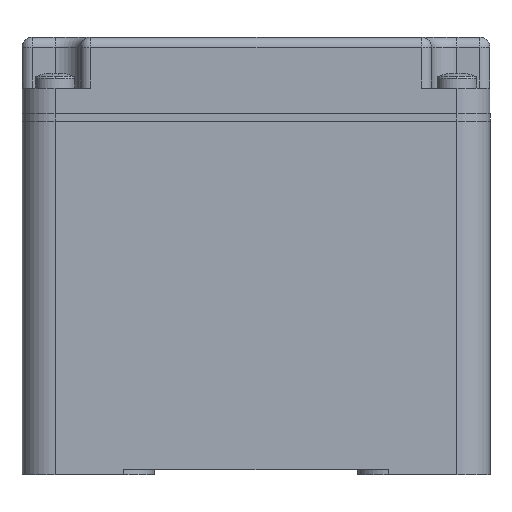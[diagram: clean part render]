
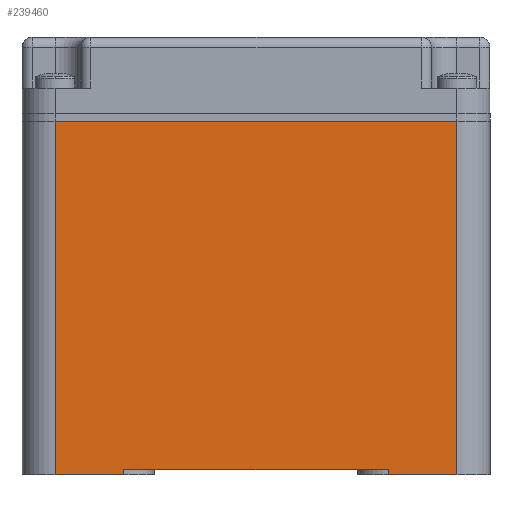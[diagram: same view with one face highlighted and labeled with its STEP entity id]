
A CAD part, front view. The second image highlights one B-rep face of the part: STEP entity #239460.
In plain terms, the highlighted planar face has unit normal (0, -1, 0).
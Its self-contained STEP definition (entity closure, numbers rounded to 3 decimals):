
#184020=CARTESIAN_POINT('',(84.966,-120.755,0.));
#184030=VERTEX_POINT('',#184020);
#184060=CARTESIAN_POINT('',(0.,-120.755,0.));
#184070=DIRECTION('',(1.,0.,0.));
#184080=VECTOR('',#184070,1.);
#184090=LINE('',#184060,#184080);
#184100=CARTESIAN_POINT('',(98.466,-120.755,0.));
#184110=VERTEX_POINT('',#184100);
#184120=EDGE_CURVE('',#184030,#184110,#184090,.T.);
#188100=CARTESIAN_POINT('',(32.966,-120.755,1.));
#188110=VERTEX_POINT('',#188100);
#188140=CARTESIAN_POINT('',(0.,-120.755,1.));
#188150=DIRECTION('',(-1.,0.,0.));
#188160=VECTOR('',#188150,1.);
#188170=LINE('',#188140,#188160);
#188180=CARTESIAN_POINT('',(84.966,-120.755,1.));
#188190=VERTEX_POINT('',#188180);
#188200=EDGE_CURVE('',#188190,#188110,#188170,.T.);
#190800=CARTESIAN_POINT('',(32.966,-120.755,0.));
#190810=VERTEX_POINT('',#190800);
#191290=CARTESIAN_POINT('',(19.466,-120.755,0.));
#191300=VERTEX_POINT('',#191290);
#191330=EDGE_CURVE('',#191300,#190810,#184090,.T.);
#239020=CARTESIAN_POINT('',(0.,-120.755,69.5));
#239030=DIRECTION('',(-0.,-1.,-0.));
#239040=DIRECTION('',(-1.,0.,0.));
#239050=AXIS2_PLACEMENT_3D('',#239020,#239030,#239040);
#239060=PLANE('',#239050);
#239070=ORIENTED_EDGE('',*,*,#188200,.F.);
#239080=CARTESIAN_POINT('',(32.966,-120.755,0.));
#239090=DIRECTION('',(0.,0.,1.));
#239100=VECTOR('',#239090,1.);
#239110=LINE('',#239080,#239100);
#239120=EDGE_CURVE('',#190810,#188110,#239110,.T.);
#239130=ORIENTED_EDGE('',*,*,#239120,.T.);
#239140=ORIENTED_EDGE('',*,*,#191330,.T.);
#239150=CARTESIAN_POINT('',(19.466,-120.755,0.));
#239160=DIRECTION('',(0.,0.,1.));
#239170=VECTOR('',#239160,1.);
#239180=LINE('',#239150,#239170);
#239190=CARTESIAN_POINT('',(19.466,-120.755,69.5));
#239200=VERTEX_POINT('',#239190);
#239210=EDGE_CURVE('',#191300,#239200,#239180,.T.);
#239220=ORIENTED_EDGE('',*,*,#239210,.F.);
#239230=CARTESIAN_POINT('',(0.,-120.755,69.5));
#239240=DIRECTION('',(1.,0.,0.));
#239250=VECTOR('',#239240,1.);
#239260=LINE('',#239230,#239250);
#239270=CARTESIAN_POINT('',(98.466,-120.755,69.5));
#239280=VERTEX_POINT('',#239270);
#239290=EDGE_CURVE('',#239200,#239280,#239260,.T.);
#239300=ORIENTED_EDGE('',*,*,#239290,.F.);
#239310=CARTESIAN_POINT('',(98.466,-120.755,0.));
#239320=DIRECTION('',(0.,0.,1.));
#239330=VECTOR('',#239320,1.);
#239340=LINE('',#239310,#239330);
#239350=EDGE_CURVE('',#184110,#239280,#239340,.T.);
#239360=ORIENTED_EDGE('',*,*,#239350,.T.);
#239370=ORIENTED_EDGE('',*,*,#184120,.T.);
#239380=CARTESIAN_POINT('',(84.966,-120.755,0.));
#239390=DIRECTION('',(0.,0.,1.));
#239400=VECTOR('',#239390,1.);
#239410=LINE('',#239380,#239400);
#239420=EDGE_CURVE('',#184030,#188190,#239410,.T.);
#239430=ORIENTED_EDGE('',*,*,#239420,.F.);
#239440=EDGE_LOOP('',(#239430,#239370,#239360,#239300,#239220,#239140,
#239130,#239070));
#239450=FACE_OUTER_BOUND('',#239440,.T.);
#239460=ADVANCED_FACE('',(#239450),#239060,.T.);
